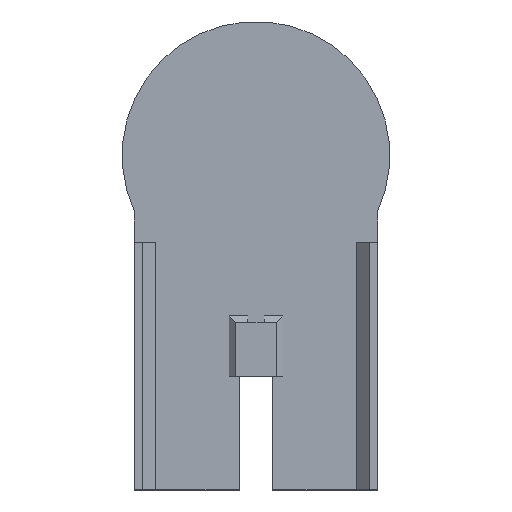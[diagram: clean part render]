
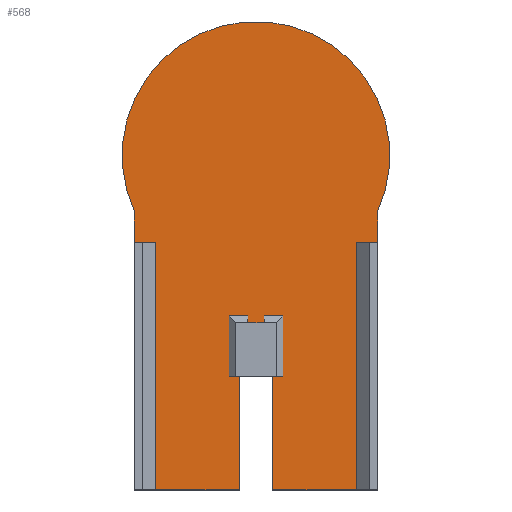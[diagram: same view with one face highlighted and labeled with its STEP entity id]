
A CAD part, top view. The second image highlights one B-rep face of the part: STEP entity #568.
In plain terms, the highlighted planar face has unit normal (0, 0, 1).
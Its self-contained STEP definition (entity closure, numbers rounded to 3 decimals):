
#17=CIRCLE('',#612,20.);
#21=FACE_OUTER_BOUND('',#50,.T.);
#50=EDGE_LOOP('',(#382,#383,#384,#385,#386,#387,#388,#389,#390,#391,#392,
#393,#394,#395,#396,#397,#398,#399,#400,#401));
#78=LINE('',#788,#158);
#84=LINE('',#799,#164);
#85=LINE('',#802,#165);
#86=LINE('',#804,#166);
#87=LINE('',#806,#167);
#88=LINE('',#808,#168);
#89=LINE('',#810,#169);
#90=LINE('',#812,#170);
#91=LINE('',#814,#171);
#92=LINE('',#818,#172);
#93=LINE('',#820,#173);
#94=LINE('',#822,#174);
#95=LINE('',#824,#175);
#96=LINE('',#826,#176);
#97=LINE('',#828,#177);
#98=LINE('',#830,#178);
#99=LINE('',#832,#179);
#100=LINE('',#834,#180);
#101=LINE('',#835,#181);
#158=VECTOR('',#644,10.);
#164=VECTOR('',#652,10.);
#165=VECTOR('',#655,10.);
#166=VECTOR('',#656,10.);
#167=VECTOR('',#657,10.);
#168=VECTOR('',#658,10.);
#169=VECTOR('',#659,10.);
#170=VECTOR('',#660,10.);
#171=VECTOR('',#661,10.);
#172=VECTOR('',#664,10.);
#173=VECTOR('',#665,10.);
#174=VECTOR('',#666,10.);
#175=VECTOR('',#667,10.);
#176=VECTOR('',#668,10.);
#177=VECTOR('',#669,10.);
#178=VECTOR('',#670,10.);
#179=VECTOR('',#671,10.);
#180=VECTOR('',#672,10.);
#181=VECTOR('',#673,10.);
#238=VERTEX_POINT('',#786);
#239=VERTEX_POINT('',#787);
#243=VERTEX_POINT('',#797);
#244=VERTEX_POINT('',#801);
#245=VERTEX_POINT('',#803);
#246=VERTEX_POINT('',#805);
#247=VERTEX_POINT('',#807);
#248=VERTEX_POINT('',#809);
#249=VERTEX_POINT('',#811);
#250=VERTEX_POINT('',#813);
#251=VERTEX_POINT('',#815);
#252=VERTEX_POINT('',#817);
#253=VERTEX_POINT('',#819);
#254=VERTEX_POINT('',#821);
#255=VERTEX_POINT('',#823);
#256=VERTEX_POINT('',#825);
#257=VERTEX_POINT('',#827);
#258=VERTEX_POINT('',#829);
#259=VERTEX_POINT('',#831);
#260=VERTEX_POINT('',#833);
#292=EDGE_CURVE('',#238,#239,#78,.T.);
#298=EDGE_CURVE('',#243,#238,#84,.T.);
#299=EDGE_CURVE('',#244,#239,#85,.T.);
#300=EDGE_CURVE('',#243,#245,#86,.T.);
#301=EDGE_CURVE('',#245,#246,#87,.T.);
#302=EDGE_CURVE('',#246,#247,#88,.T.);
#303=EDGE_CURVE('',#248,#247,#89,.T.);
#304=EDGE_CURVE('',#248,#249,#90,.T.);
#305=EDGE_CURVE('',#249,#250,#91,.T.);
#306=EDGE_CURVE('',#250,#251,#17,.T.);
#307=EDGE_CURVE('',#251,#252,#92,.T.);
#308=EDGE_CURVE('',#252,#253,#93,.T.);
#309=EDGE_CURVE('',#254,#253,#94,.T.);
#310=EDGE_CURVE('',#254,#255,#95,.T.);
#311=EDGE_CURVE('',#255,#256,#96,.T.);
#312=EDGE_CURVE('',#256,#257,#97,.T.);
#313=EDGE_CURVE('',#258,#257,#98,.T.);
#314=EDGE_CURVE('',#259,#258,#99,.T.);
#315=EDGE_CURVE('',#260,#259,#100,.T.);
#316=EDGE_CURVE('',#244,#260,#101,.T.);
#382=ORIENTED_EDGE('',*,*,#299,.T.);
#383=ORIENTED_EDGE('',*,*,#292,.F.);
#384=ORIENTED_EDGE('',*,*,#298,.F.);
#385=ORIENTED_EDGE('',*,*,#300,.T.);
#386=ORIENTED_EDGE('',*,*,#301,.T.);
#387=ORIENTED_EDGE('',*,*,#302,.T.);
#388=ORIENTED_EDGE('',*,*,#303,.F.);
#389=ORIENTED_EDGE('',*,*,#304,.T.);
#390=ORIENTED_EDGE('',*,*,#305,.T.);
#391=ORIENTED_EDGE('',*,*,#306,.T.);
#392=ORIENTED_EDGE('',*,*,#307,.T.);
#393=ORIENTED_EDGE('',*,*,#308,.T.);
#394=ORIENTED_EDGE('',*,*,#309,.F.);
#395=ORIENTED_EDGE('',*,*,#310,.T.);
#396=ORIENTED_EDGE('',*,*,#311,.T.);
#397=ORIENTED_EDGE('',*,*,#312,.T.);
#398=ORIENTED_EDGE('',*,*,#313,.F.);
#399=ORIENTED_EDGE('',*,*,#314,.F.);
#400=ORIENTED_EDGE('',*,*,#315,.F.);
#401=ORIENTED_EDGE('',*,*,#316,.F.);
#540=PLANE('',#611);
#568=ADVANCED_FACE('',(#21),#540,.T.);
#611=AXIS2_PLACEMENT_3D('',#800,#653,#654);
#612=AXIS2_PLACEMENT_3D('',#816,#662,#663);
#644=DIRECTION('',(-1.,0.,0.));
#652=DIRECTION('',(0.,1.,0.));
#653=DIRECTION('center_axis',(0.,0.,1.));
#654=DIRECTION('ref_axis',(1.,0.,0.));
#655=DIRECTION('',(0.,1.,0.));
#656=DIRECTION('',(-1.,0.,0.));
#657=DIRECTION('',(0.,-1.,0.));
#658=DIRECTION('',(1.,0.,0.));
#659=DIRECTION('',(0.,-1.,0.));
#660=DIRECTION('',(1.,0.,0.));
#661=DIRECTION('',(0.,1.,0.));
#662=DIRECTION('center_axis',(0.,0.,1.));
#663=DIRECTION('ref_axis',(1.,0.,0.));
#664=DIRECTION('',(0.,-1.,0.));
#665=DIRECTION('',(1.,0.,0.));
#666=DIRECTION('',(0.,1.,0.));
#667=DIRECTION('',(1.,0.,0.));
#668=DIRECTION('',(0.,1.,0.));
#669=DIRECTION('',(-1.,0.,0.));
#670=DIRECTION('',(0.,-1.,0.));
#671=DIRECTION('',(-1.,0.,0.));
#672=DIRECTION('',(0.,1.,0.));
#673=DIRECTION('',(-1.,0.,0.));
#786=CARTESIAN_POINT('',(-41.899,-14.342,1.2));
#787=CARTESIAN_POINT('',(-44.699,-14.342,1.2));
#788=CARTESIAN_POINT('',(-44.399,-14.342,1.2));
#797=CARTESIAN_POINT('',(-41.899,-23.342,1.2));
#799=CARTESIAN_POINT('',(-41.899,-14.342,1.2));
#800=CARTESIAN_POINT('Origin',(-45.899,-5.342,1.2));
#801=CARTESIAN_POINT('',(-44.699,-23.342,1.2));
#802=CARTESIAN_POINT('',(-44.699,-23.342,1.2));
#803=CARTESIAN_POINT('',(-43.399,-23.342,1.2));
#804=CARTESIAN_POINT('',(-42.899,-23.342,1.2));
#805=CARTESIAN_POINT('',(-43.399,-40.342,1.2));
#806=CARTESIAN_POINT('',(-43.399,-40.342,1.2));
#807=CARTESIAN_POINT('',(-30.899,-40.342,1.2));
#808=CARTESIAN_POINT('',(-27.699,-40.342,1.2));
#809=CARTESIAN_POINT('',(-30.899,-3.342,1.2));
#810=CARTESIAN_POINT('',(-30.899,-4.342,1.2));
#811=CARTESIAN_POINT('',(-27.699,-3.342,1.2));
#812=CARTESIAN_POINT('',(-36.799,-3.342,1.2));
#813=CARTESIAN_POINT('',(-27.699,1.365,1.2));
#814=CARTESIAN_POINT('',(-27.699,1.365,1.2));
#815=CARTESIAN_POINT('',(-64.099,1.365,1.2));
#816=CARTESIAN_POINT('Origin',(-45.899,9.658,1.2));
#817=CARTESIAN_POINT('',(-64.099,-3.342,1.2));
#818=CARTESIAN_POINT('',(-64.099,-40.342,1.2));
#819=CARTESIAN_POINT('',(-60.899,-3.342,1.2));
#820=CARTESIAN_POINT('',(-54.399,-3.342,1.2));
#821=CARTESIAN_POINT('',(-60.899,-40.342,1.2));
#822=CARTESIAN_POINT('',(-60.899,-22.842,1.2));
#823=CARTESIAN_POINT('',(-48.399,-40.342,1.2));
#824=CARTESIAN_POINT('',(-27.699,-40.342,1.2));
#825=CARTESIAN_POINT('',(-48.399,-23.342,1.2));
#826=CARTESIAN_POINT('',(-48.399,-40.342,1.2));
#827=CARTESIAN_POINT('',(-49.899,-23.342,1.2));
#828=CARTESIAN_POINT('',(-42.899,-23.342,1.2));
#829=CARTESIAN_POINT('',(-49.899,-14.342,1.2));
#830=CARTESIAN_POINT('',(-49.899,-10.342,1.2));
#831=CARTESIAN_POINT('',(-47.099,-14.342,1.2));
#832=CARTESIAN_POINT('',(-44.399,-14.342,1.2));
#833=CARTESIAN_POINT('',(-47.099,-23.342,1.2));
#834=CARTESIAN_POINT('',(-47.099,-23.342,1.2));
#835=CARTESIAN_POINT('',(-46.799,-23.342,1.2));
